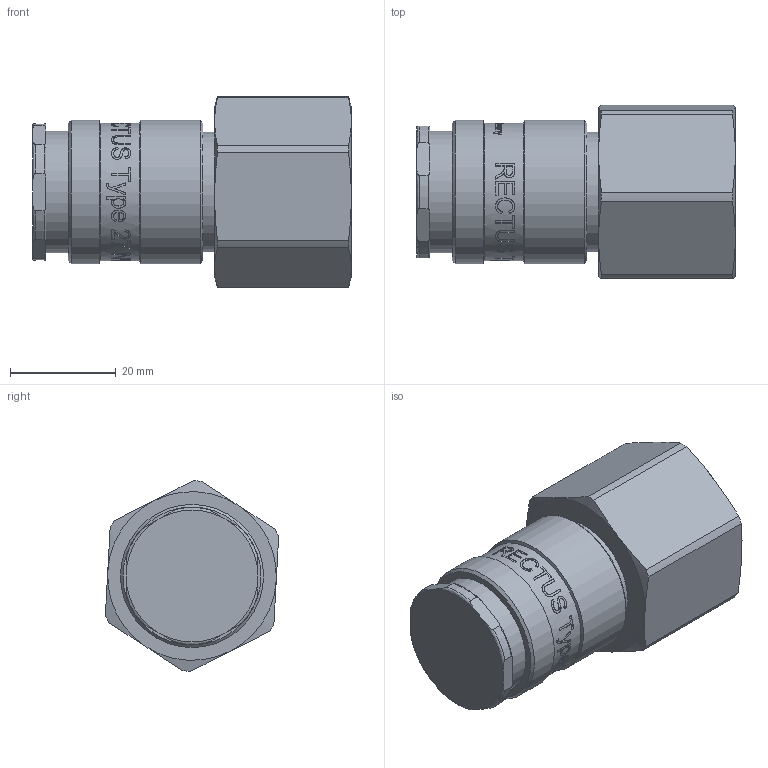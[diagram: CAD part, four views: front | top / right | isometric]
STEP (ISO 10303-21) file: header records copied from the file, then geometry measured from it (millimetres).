
FILE_DESCRIPTION((''),'2;1');
FILE_NAME('27kaiw26mpn.stp','2014-08-04T13:44:42',('IA176480'),(''),'Autodesk Inventor 2013','Autodesk Inventor 2013','');
FILE_SCHEMA(('AUTOMOTIVE_DESIGN { 1 0 10303 214 1 1 1 1 }'));
Length unit declared in the file: millimetre
Products named in the file (1): D111282
Bounding box: 60.45 x 32.86 x 36.1 mm (x, y, z)
Volume: 32012.9 mm3; surface area: 12940.6 mm2
Topology: 2 solids, 2 shells, 491 faces, 1297 edges, 855 vertices
Faces by surface type: bspline 205, plane 190, cylinder 63, cone 21, torus 12
Full cylindrical faces by diameter (mm): 20.052 x2, 20.3 x1, 20.95 x1, 22.75 x1, 23.1 x1, 23.35 x1, 23.55 x1, 24.117 x1, 26 x1, 27.15 x2
Entity records: 65559 total; most frequent: CARTESIAN_POINT 54639, ORIENTED_EDGE 2546, DIRECTION 1405, EDGE_CURVE 1273, VERTEX_POINT 852, B_SPLINE_CURVE_WITH_KNOTS 594, EDGE_LOOP 559, FACE_OUTER_BOUND 491
